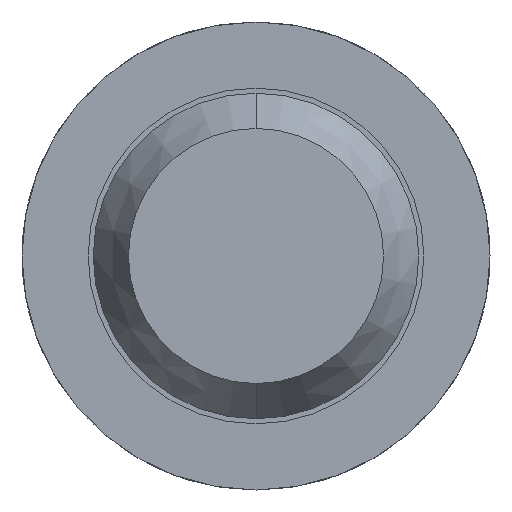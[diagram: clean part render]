
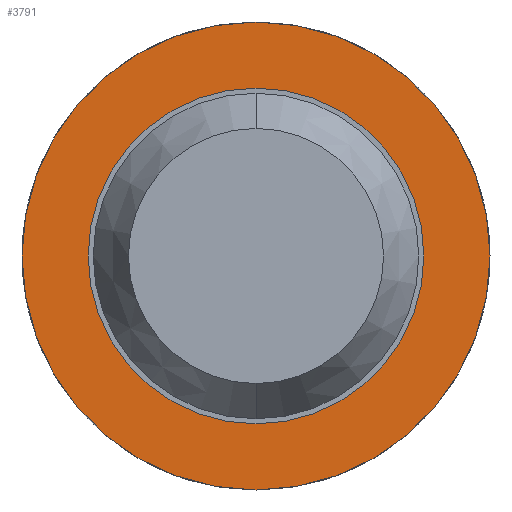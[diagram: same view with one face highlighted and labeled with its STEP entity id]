
A CAD part, front view. The second image highlights one B-rep face of the part: STEP entity #3791.
In plain terms, the highlighted planar face has unit normal (0, -1, 0).
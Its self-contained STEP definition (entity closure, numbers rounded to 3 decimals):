
#31 = CIRCLE ( 'NONE', #1866, 0.825 ) ;
#49 = DIRECTION ( 'NONE',  ( 0., 1., 0. ) ) ;
#198 = VERTEX_POINT ( 'NONE', #2218 ) ;
#484 = DIRECTION ( 'NONE',  ( 0., 1., 0. ) ) ;
#518 = CARTESIAN_POINT ( 'NONE',  ( 0., -1.7, 0. ) ) ;
#571 = CARTESIAN_POINT ( 'NONE',  ( 0., -1.7, -1.15 ) ) ;
#681 = DIRECTION ( 'NONE',  ( 0., 0., 1. ) ) ;
#832 = CARTESIAN_POINT ( 'NONE',  ( 0., -1.7, 0. ) ) ;
#845 = AXIS2_PLACEMENT_3D ( 'NONE', #3584, #909, #1549 ) ;
#909 = DIRECTION ( 'NONE',  ( 0., 1., 0. ) ) ;
#1124 = CARTESIAN_POINT ( 'NONE',  ( 0., -1.7, 0. ) ) ;
#1157 = AXIS2_PLACEMENT_3D ( 'NONE', #518, #484, #1480 ) ;
#1208 = AXIS2_PLACEMENT_3D ( 'NONE', #832, #4099, #1477 ) ;
#1225 = VERTEX_POINT ( 'NONE', #571 ) ;
#1294 = VERTEX_POINT ( 'NONE', #2618 ) ;
#1299 = CARTESIAN_POINT ( 'NONE',  ( 0., -1.7, 1.15 ) ) ;
#1378 = ORIENTED_EDGE ( 'NONE', *, *, #1957, .F. ) ;
#1477 = DIRECTION ( 'NONE',  ( 0., 0., 1. ) ) ;
#1480 = DIRECTION ( 'NONE',  ( 0., 0., 1. ) ) ;
#1549 = DIRECTION ( 'NONE',  ( 0., 0., 1. ) ) ;
#1578 = EDGE_CURVE ( 'NONE', #1294, #198, #4087, .T. ) ;
#1604 = EDGE_LOOP ( 'NONE', ( #2035, #2878 ) ) ;
#1692 = CARTESIAN_POINT ( 'NONE',  ( 0.825, -1.7, 0. ) ) ;
#1791 = CIRCLE ( 'NONE', #1208, 1.15 ) ;
#1866 = AXIS2_PLACEMENT_3D ( 'NONE', #1124, #3431, #2094 ) ;
#1957 = EDGE_CURVE ( 'NONE', #2532, #1225, #1791, .T. ) ;
#2035 = ORIENTED_EDGE ( 'NONE', *, *, #2667, .T. ) ;
#2094 = DIRECTION ( 'NONE',  ( 0., 0., 1. ) ) ;
#2119 = AXIS2_PLACEMENT_3D ( 'NONE', #1692, #49, #681 ) ;
#2218 = CARTESIAN_POINT ( 'NONE',  ( 0., -1.7, 0.825 ) ) ;
#2515 = FACE_OUTER_BOUND ( 'NONE', #3168, .T. ) ;
#2525 = EDGE_CURVE ( 'NONE', #1225, #2532, #3504, .T. ) ;
#2532 = VERTEX_POINT ( 'NONE', #1299 ) ;
#2618 = CARTESIAN_POINT ( 'NONE',  ( 0., -1.7, -0.825 ) ) ;
#2667 = EDGE_CURVE ( 'NONE', #198, #1294, #31, .T. ) ;
#2878 = ORIENTED_EDGE ( 'NONE', *, *, #1578, .T. ) ;
#3168 = EDGE_LOOP ( 'NONE', ( #1378, #3641 ) ) ;
#3277 = PLANE ( 'NONE',  #2119 ) ;
#3394 = FACE_BOUND ( 'NONE', #1604, .T. ) ;
#3431 = DIRECTION ( 'NONE',  ( 0., 1., 0. ) ) ;
#3504 = CIRCLE ( 'NONE', #1157, 1.15 ) ;
#3584 = CARTESIAN_POINT ( 'NONE',  ( 0., -1.7, 0. ) ) ;
#3641 = ORIENTED_EDGE ( 'NONE', *, *, #2525, .F. ) ;
#3791 = ADVANCED_FACE ( 'NONE', ( #2515, #3394 ), #3277, .F. ) ;
#4087 = CIRCLE ( 'NONE', #845, 0.825 ) ;
#4099 = DIRECTION ( 'NONE',  ( 0., 1., 0. ) ) ;
